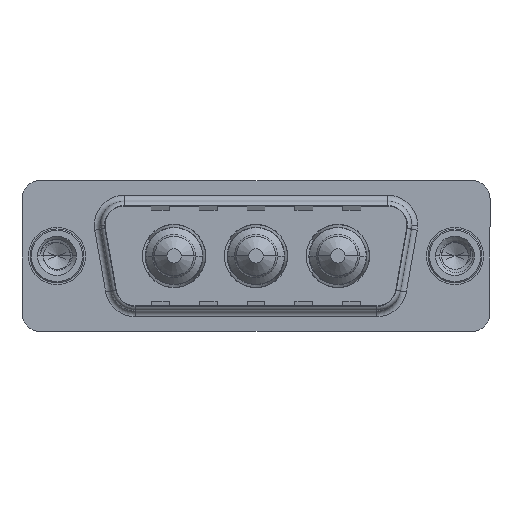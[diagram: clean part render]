
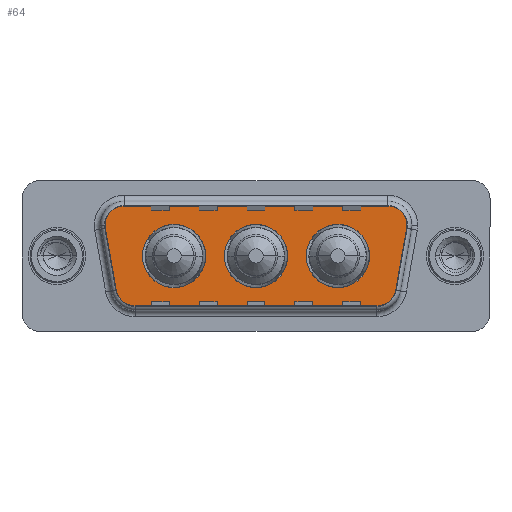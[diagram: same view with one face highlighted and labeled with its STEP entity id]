
A CAD part, top view. The second image highlights one B-rep face of the part: STEP entity #64.
In plain terms, the highlighted planar face has unit normal (0, 0, 1).
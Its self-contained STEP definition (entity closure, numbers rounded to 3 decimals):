
#64 = ADVANCED_FACE ( 'NONE', ( #19142, #10885, #7253, #11383 ), #4077, .T. ) ;
#157 = CARTESIAN_POINT ( 'NONE',  ( 26.15, 0., 0. ) ) ;
#200 = EDGE_CURVE ( 'NONE', #2103, #18944, #5324, .T. ) ;
#322 = ORIENTED_EDGE ( 'NONE', *, *, #16517, .F. ) ;
#339 = DIRECTION ( 'NONE',  ( 1., 0., 0. ) ) ;
#541 = DIRECTION ( 'NONE',  ( 1., 0., 0. ) ) ;
#833 = VERTEX_POINT ( 'NONE', #6663 ) ;
#1181 = VECTOR ( 'NONE', #19205, 1000. ) ;
#1355 = EDGE_CURVE ( 'NONE', #10498, #18045, #2661, .T. ) ;
#1544 = VERTEX_POINT ( 'NONE', #2688 ) ;
#1908 = AXIS2_PLACEMENT_3D ( 'NONE', #6998, #17883, #8533 ) ;
#2020 = ORIENTED_EDGE ( 'NONE', *, *, #15519, .F. ) ;
#2103 = VERTEX_POINT ( 'NONE', #19448 ) ;
#2120 = DIRECTION ( 'NONE',  ( 0., 0., 1. ) ) ;
#2243 = EDGE_LOOP ( 'NONE', ( #6623, #3076, #4486, #18466, #6969, #11059, #10721, #12376, #6494 ) ) ;
#2277 = DIRECTION ( 'NONE',  ( 0., 0., 1. ) ) ;
#2661 = LINE ( 'NONE', #19257, #14522 ) ;
#2670 = VERTEX_POINT ( 'NONE', #18450 ) ;
#2688 = CARTESIAN_POINT ( 'NONE',  ( 26.866, -4.9, 0. ) ) ;
#2821 = CARTESIAN_POINT ( 'NONE',  ( 27.889, 2.9, 0. ) ) ;
#2898 = DIRECTION ( 'NONE',  ( 0., 0., 1. ) ) ;
#3037 = CIRCLE ( 'NONE', #3987, 2. ) ;
#3076 = ORIENTED_EDGE ( 'NONE', *, *, #19771, .T. ) ;
#3354 = AXIS2_PLACEMENT_3D ( 'NONE', #17017, #7669, #18549 ) ;
#3384 = AXIS2_PLACEMENT_3D ( 'NONE', #8781, #19629, #10332 ) ;
#3426 = CARTESIAN_POINT ( 'NONE',  ( 14., 0., 0. ) ) ;
#3608 = AXIS2_PLACEMENT_3D ( 'NONE', #18448, #2898, #339 ) ;
#3742 = CIRCLE ( 'NONE', #6956, 2.65 ) ;
#3987 = AXIS2_PLACEMENT_3D ( 'NONE', #15752, #6427, #17316 ) ;
#4077 = PLANE ( 'NONE',  #3608 ) ;
#4274 = CIRCLE ( 'NONE', #3354, 2.65 ) ;
#4486 = ORIENTED_EDGE ( 'NONE', *, *, #17928, .T. ) ;
#4668 = CARTESIAN_POINT ( 'NONE',  ( 27.889, 4.9, 0. ) ) ;
#4858 = DIRECTION ( 'NONE',  ( 0.174, -0.985, 0. ) ) ;
#4929 = EDGE_LOOP ( 'NONE', ( #6060, #322 ) ) ;
#5120 = CARTESIAN_POINT ( 'NONE',  ( 12.45, 0., 0. ) ) ;
#5154 = VERTEX_POINT ( 'NONE', #17190 ) ;
#5233 = CARTESIAN_POINT ( 'NONE',  ( 23.5, 0., 0. ) ) ;
#5324 = CIRCLE ( 'NONE', #12953, 2. ) ;
#5386 = DIRECTION ( 'NONE',  ( 0., 0., 1. ) ) ;
#5521 = VECTOR ( 'NONE', #11686, 1000. ) ;
#5644 = EDGE_LOOP ( 'NONE', ( #15420, #6855 ) ) ;
#5654 = VERTEX_POINT ( 'NONE', #3426 ) ;
#5918 = DIRECTION ( 'NONE',  ( 0., 0., 1. ) ) ;
#5920 = CIRCLE ( 'NONE', #14763, 2.65 ) ;
#6060 = ORIENTED_EDGE ( 'NONE', *, *, #15362, .F. ) ;
#6398 = EDGE_LOOP ( 'NONE', ( #8550, #2020 ) ) ;
#6427 = DIRECTION ( 'NONE',  ( 0., 0., 1. ) ) ;
#6484 = CIRCLE ( 'NONE', #18816, 2. ) ;
#6494 = ORIENTED_EDGE ( 'NONE', *, *, #7969, .T. ) ;
#6623 = ORIENTED_EDGE ( 'NONE', *, *, #11944, .T. ) ;
#6655 = EDGE_CURVE ( 'NONE', #7481, #8046, #17173, .T. ) ;
#6663 = CARTESIAN_POINT ( 'NONE',  ( 20.85, 0., 0. ) ) ;
#6786 = DIRECTION ( 'NONE',  ( 1., 0., 0. ) ) ;
#6799 = CARTESIAN_POINT ( 'NONE',  ( 6.434, -4.9, 0. ) ) ;
#6810 = VERTEX_POINT ( 'NONE', #16655 ) ;
#6855 = ORIENTED_EDGE ( 'NONE', *, *, #8514, .F. ) ;
#6956 = AXIS2_PLACEMENT_3D ( 'NONE', #15241, #5918, #16810 ) ;
#6969 = ORIENTED_EDGE ( 'NONE', *, *, #12017, .T. ) ;
#6998 = CARTESIAN_POINT ( 'NONE',  ( 9.8, 0., 0. ) ) ;
#7253 = FACE_BOUND ( 'NONE', #6398, .T. ) ;
#7481 = VERTEX_POINT ( 'NONE', #5120 ) ;
#7669 = DIRECTION ( 'NONE',  ( 0., 0., 1. ) ) ;
#7969 = EDGE_CURVE ( 'NONE', #5154, #1544, #13480, .T. ) ;
#8046 = VERTEX_POINT ( 'NONE', #10035 ) ;
#8514 = EDGE_CURVE ( 'NONE', #833, #10593, #10249, .T. ) ;
#8533 = DIRECTION ( 'NONE',  ( 1., 0., 0. ) ) ;
#8544 = CARTESIAN_POINT ( 'NONE',  ( 5.411, 4.9, 0. ) ) ;
#8550 = ORIENTED_EDGE ( 'NONE', *, *, #6655, .F. ) ;
#8781 = CARTESIAN_POINT ( 'NONE',  ( 23.5, 0., 0. ) ) ;
#8928 = CARTESIAN_POINT ( 'NONE',  ( 28.836, -3.247, 0. ) ) ;
#9138 = EDGE_CURVE ( 'NONE', #6810, #10498, #3037, .T. ) ;
#9655 = DIRECTION ( 'NONE',  ( 0., 0., 1. ) ) ;
#9835 = CARTESIAN_POINT ( 'NONE',  ( 29.859, 2.553, 0. ) ) ;
#10035 = CARTESIAN_POINT ( 'NONE',  ( 7.15, 0., 0. ) ) ;
#10189 = AXIS2_PLACEMENT_3D ( 'NONE', #11350, #2120, #12942 ) ;
#10249 = CIRCLE ( 'NONE', #17246, 2.65 ) ;
#10332 = DIRECTION ( 'NONE',  ( 1., 0., 0. ) ) ;
#10498 = VERTEX_POINT ( 'NONE', #13818 ) ;
#10593 = VERTEX_POINT ( 'NONE', #157 ) ;
#10721 = ORIENTED_EDGE ( 'NONE', *, *, #1355, .T. ) ;
#10801 = VERTEX_POINT ( 'NONE', #18936 ) ;
#10885 = FACE_BOUND ( 'NONE', #5644, .T. ) ;
#11059 = ORIENTED_EDGE ( 'NONE', *, *, #9138, .T. ) ;
#11076 = EDGE_CURVE ( 'NONE', #10593, #833, #18212, .T. ) ;
#11350 = CARTESIAN_POINT ( 'NONE',  ( 27.889, 2.9, 0. ) ) ;
#11383 = FACE_OUTER_BOUND ( 'NONE', #2243, .T. ) ;
#11502 = CARTESIAN_POINT ( 'NONE',  ( 6.434, -2.9, 0. ) ) ;
#11686 = DIRECTION ( 'NONE',  ( -1., 0., 0. ) ) ;
#11944 = EDGE_CURVE ( 'NONE', #1544, #18812, #6484, .T. ) ;
#12017 = EDGE_CURVE ( 'NONE', #18944, #6810, #13783, .T. ) ;
#12376 = ORIENTED_EDGE ( 'NONE', *, *, #13175, .T. ) ;
#12942 = DIRECTION ( 'NONE',  ( -1., 0., 0. ) ) ;
#12953 = AXIS2_PLACEMENT_3D ( 'NONE', #2821, #14624, #14354 ) ;
#13099 = DIRECTION ( 'NONE',  ( -1., 0., 0. ) ) ;
#13175 = EDGE_CURVE ( 'NONE', #18045, #5154, #17887, .T. ) ;
#13480 = LINE ( 'NONE', #6799, #1181 ) ;
#13783 = LINE ( 'NONE', #8544, #5521 ) ;
#13818 = CARTESIAN_POINT ( 'NONE',  ( 3.441, 2.553, 0. ) ) ;
#14354 = DIRECTION ( 'NONE',  ( -1., 0., 0. ) ) ;
#14522 = VECTOR ( 'NONE', #4858, 1000. ) ;
#14624 = DIRECTION ( 'NONE',  ( 0., 0., 1. ) ) ;
#14688 = CARTESIAN_POINT ( 'NONE',  ( 26.866, -2.9, 0. ) ) ;
#14695 = CARTESIAN_POINT ( 'NONE',  ( 4.464, -3.247, 0. ) ) ;
#14763 = AXIS2_PLACEMENT_3D ( 'NONE', #18967, #9655, #541 ) ;
#15206 = AXIS2_PLACEMENT_3D ( 'NONE', #11502, #2277, #13099 ) ;
#15241 = CARTESIAN_POINT ( 'NONE',  ( 16.65, 0., 0. ) ) ;
#15362 = EDGE_CURVE ( 'NONE', #2670, #5654, #4274, .T. ) ;
#15420 = ORIENTED_EDGE ( 'NONE', *, *, #11076, .F. ) ;
#15519 = EDGE_CURVE ( 'NONE', #8046, #7481, #5920, .T. ) ;
#15752 = CARTESIAN_POINT ( 'NONE',  ( 5.411, 2.9, 0. ) ) ;
#16131 = DIRECTION ( 'NONE',  ( 0., 0., 1. ) ) ;
#16297 = DIRECTION ( 'NONE',  ( 1., 0., 0. ) ) ;
#16517 = EDGE_CURVE ( 'NONE', #5654, #2670, #3742, .T. ) ;
#16655 = CARTESIAN_POINT ( 'NONE',  ( 5.411, 4.9, 0. ) ) ;
#16810 = DIRECTION ( 'NONE',  ( 1., 0., 0. ) ) ;
#16994 = VECTOR ( 'NONE', #19135, 1000. ) ;
#17017 = CARTESIAN_POINT ( 'NONE',  ( 16.65, 0., 0. ) ) ;
#17173 = CIRCLE ( 'NONE', #1908, 2.65 ) ;
#17190 = CARTESIAN_POINT ( 'NONE',  ( 6.434, -4.9, 0. ) ) ;
#17246 = AXIS2_PLACEMENT_3D ( 'NONE', #5233, #16131, #6786 ) ;
#17316 = DIRECTION ( 'NONE',  ( 1., 0., 0. ) ) ;
#17488 = LINE ( 'NONE', #9835, #16994 ) ;
#17883 = DIRECTION ( 'NONE',  ( 0., 0., 1. ) ) ;
#17887 = CIRCLE ( 'NONE', #15206, 2. ) ;
#17928 = EDGE_CURVE ( 'NONE', #10801, #2103, #19190, .T. ) ;
#18045 = VERTEX_POINT ( 'NONE', #14695 ) ;
#18212 = CIRCLE ( 'NONE', #3384, 2.65 ) ;
#18448 = CARTESIAN_POINT ( 'NONE',  ( 26.866, -2.9, 0. ) ) ;
#18450 = CARTESIAN_POINT ( 'NONE',  ( 19.3, 0., 0. ) ) ;
#18466 = ORIENTED_EDGE ( 'NONE', *, *, #200, .T. ) ;
#18549 = DIRECTION ( 'NONE',  ( 1., 0., 0. ) ) ;
#18812 = VERTEX_POINT ( 'NONE', #8928 ) ;
#18816 = AXIS2_PLACEMENT_3D ( 'NONE', #14688, #5386, #16297 ) ;
#18936 = CARTESIAN_POINT ( 'NONE',  ( 29.859, 2.553, 0. ) ) ;
#18944 = VERTEX_POINT ( 'NONE', #4668 ) ;
#18967 = CARTESIAN_POINT ( 'NONE',  ( 9.8, 0., 0. ) ) ;
#19135 = DIRECTION ( 'NONE',  ( 0.174, 0.985, 0. ) ) ;
#19142 = FACE_BOUND ( 'NONE', #4929, .T. ) ;
#19190 = CIRCLE ( 'NONE', #10189, 2. ) ;
#19205 = DIRECTION ( 'NONE',  ( 1., 0., 0. ) ) ;
#19257 = CARTESIAN_POINT ( 'NONE',  ( 3.441, 2.553, 0. ) ) ;
#19448 = CARTESIAN_POINT ( 'NONE',  ( 29.889, 2.9, 0. ) ) ;
#19629 = DIRECTION ( 'NONE',  ( 0., 0., 1. ) ) ;
#19771 = EDGE_CURVE ( 'NONE', #18812, #10801, #17488, .T. ) ;
